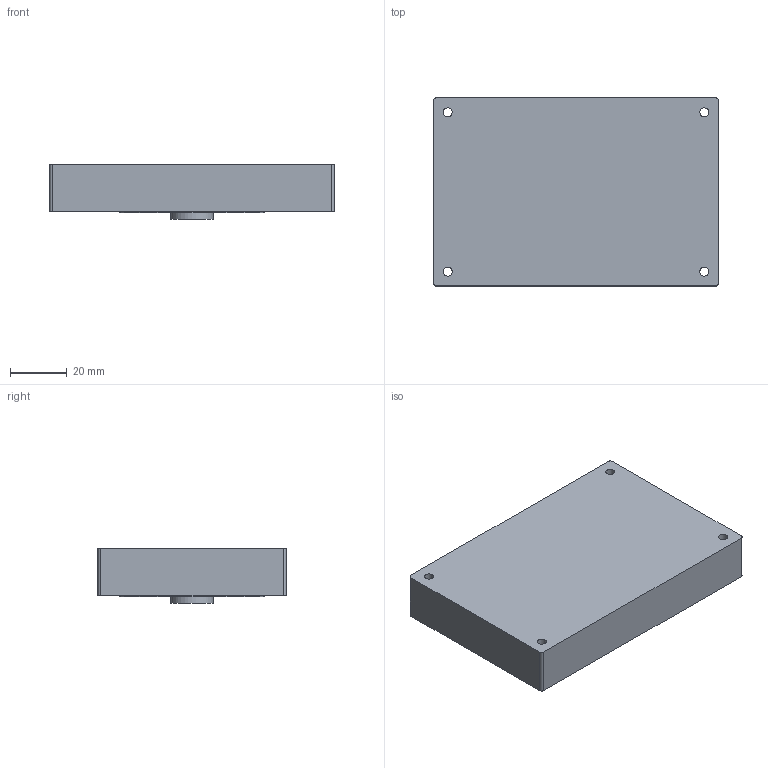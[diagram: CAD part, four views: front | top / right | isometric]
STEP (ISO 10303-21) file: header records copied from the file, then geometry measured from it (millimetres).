
FILE_DESCRIPTION(('FreeCAD Model'),'2;1');
FILE_NAME('Open CASCADE Shape Model','2025-02-10T01:31:23',('Author'),( ''),'Open CASCADE STEP processor 7.6','FreeCAD','Unknown');
FILE_SCHEMA(('AUTOMOTIVE_DESIGN { 1 0 10303 214 1 1 1 1 }'));
Length unit declared in the file: millimetre
Products named in the file (5): pan_mechanism_v3; race_inner_top; race_outer; race_inner_bottom; rolls_a
Assembly tree (4 placements, depth 2):
  pan_mechanism_v3
    race_inner_top
    race_outer
    race_inner_bottom
    rolls_a
Bounding box: 100 x 66 x 19.21 mm (x, y, z)
Volume: 85224.2 mm3; surface area: 35484 mm2
Topology: 13 solids, 13 shells, 160 faces, 330 edges, 203 vertices
Faces by surface type: cylinder 84, plane 43, cone 25, torus 6, bspline 2
Full cylindrical faces by diameter (mm): 3.1 x8, 3.3 x36, 3.88 x10, 6 x4, 8.08 x10, 15 x1, 29.99 x3, 50.645 x3, 53.801 x3
Entity records: 9410 total; most frequent: CARTESIAN_POINT 2245, DIRECTION 1372, ORIENTED_EDGE 660, PCURVE 660, DEFINITIONAL_REPRESENTATION 660, LINE 643, VECTOR 643, AXIS2_PLACEMENT_3D 346
